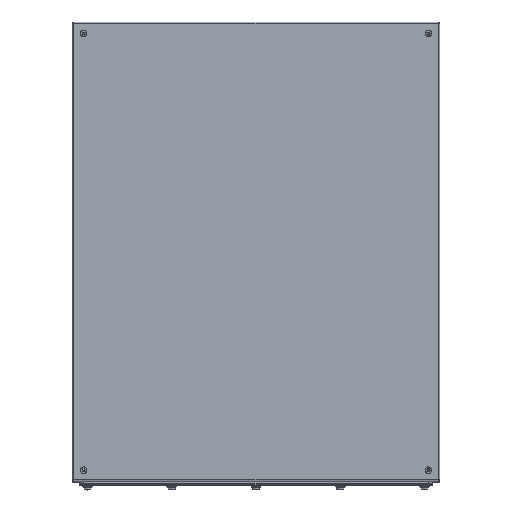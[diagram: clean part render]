
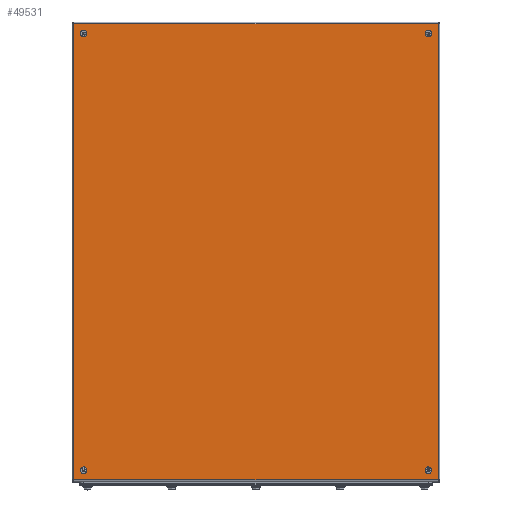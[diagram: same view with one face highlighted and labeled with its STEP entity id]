
A CAD part, top view. The second image highlights one B-rep face of the part: STEP entity #49531.
In plain terms, the highlighted planar face has unit normal (0, 0, 1).
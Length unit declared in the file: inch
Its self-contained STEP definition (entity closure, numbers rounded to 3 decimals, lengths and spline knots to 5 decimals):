
#2621 = ORIENTED_EDGE ( 'NONE', *, *, #39377, .F. ) ;
#4698 = DIRECTION ( 'NONE',  ( -1., 0., 0. ) ) ;
#6372 = DIRECTION ( 'NONE',  ( -1., 0., 0. ) ) ;
#10395 = CIRCLE ( 'NONE', #130796, 0.21875 ) ;
#10717 = VERTEX_POINT ( 'NONE', #121262 ) ;
#11881 = CARTESIAN_POINT ( 'NONE',  ( -3.375, 29.125, 6.9175 ) ) ;
#12734 = EDGE_LOOP ( 'NONE', ( #15829, #68053, #2621, #83684 ) ) ;
#13976 = FACE_BOUND ( 'NONE', #99672, .T. ) ;
#15282 = EDGE_CURVE ( 'NONE', #67582, #67582, #19159, .T. ) ;
#15342 = FACE_BOUND ( 'NONE', #113719, .T. ) ;
#15829 = ORIENTED_EDGE ( 'NONE', *, *, #43683, .F. ) ;
#17248 = ORIENTED_EDGE ( 'NONE', *, *, #73619, .T. ) ;
#19159 = CIRCLE ( 'NONE', #130887, 0.21875 ) ;
#19365 = DIRECTION ( 'NONE',  ( 0., 0., -1. ) ) ;
#19995 = EDGE_LOOP ( 'NONE', ( #101883 ) ) ;
#22126 = VERTEX_POINT ( 'NONE', #105865 ) ;
#23456 = EDGE_CURVE ( 'NONE', #23974, #23974, #67049, .T. ) ;
#23974 = VERTEX_POINT ( 'NONE', #50871 ) ;
#28201 = CARTESIAN_POINT ( 'NONE',  ( 19.75413, 14.875, 6.9175 ) ) ;
#28742 = DIRECTION ( 'NONE',  ( 1., 0., 0. ) ) ;
#29016 = CARTESIAN_POINT ( 'NONE',  ( 7.875, 14.875, 6.9175 ) ) ;
#30559 = DIRECTION ( 'NONE',  ( -1., 0., 0. ) ) ;
#31477 = VERTEX_POINT ( 'NONE', #34927 ) ;
#34921 = VECTOR ( 'NONE', #88582, 39.37008 ) ;
#34927 = CARTESIAN_POINT ( 'NONE',  ( 19.75412, 29.75413, 6.9175 ) ) ;
#35649 = EDGE_CURVE ( 'NONE', #107965, #31477, #111810, .T. ) ;
#36101 = EDGE_CURVE ( 'NONE', #88467, #10717, #56839, .T. ) ;
#36109 = DIRECTION ( 'NONE',  ( 0., 0., -1. ) ) ;
#37429 = CARTESIAN_POINT ( 'NONE',  ( -3.375, 0.625, 6.9175 ) ) ;
#39377 = EDGE_CURVE ( 'NONE', #10717, #107965, #132951, .T. ) ;
#41429 = EDGE_LOOP ( 'NONE', ( #114882 ) ) ;
#43683 = EDGE_CURVE ( 'NONE', #31477, #88467, #68107, .T. ) ;
#49460 = ORIENTED_EDGE ( 'NONE', *, *, #56890, .T. ) ;
#49531 = ADVANCED_FACE ( 'NONE', ( #109405, #15342, #13976, #57174, #99076 ), #122956, .F. ) ;
#50871 = CARTESIAN_POINT ( 'NONE',  ( -3.59375, 29.125, 6.9175 ) ) ;
#51714 = CARTESIAN_POINT ( 'NONE',  ( -3.59375, 0.625, 6.9175 ) ) ;
#54047 = CARTESIAN_POINT ( 'NONE',  ( -4.00413, 29.75412, 6.9175 ) ) ;
#56839 = LINE ( 'NONE', #67925, #121607 ) ;
#56890 = EDGE_CURVE ( 'NONE', #126497, #126497, #10395, .T. ) ;
#57174 = FACE_BOUND ( 'NONE', #41429, .T. ) ;
#58669 = AXIS2_PLACEMENT_3D ( 'NONE', #135460, #134760, #30559 ) ;
#67049 = CIRCLE ( 'NONE', #128270, 0.21875 ) ;
#67582 = VERTEX_POINT ( 'NONE', #97701 ) ;
#67925 = CARTESIAN_POINT ( 'NONE',  ( 7.875, -0.00412, 6.9175 ) ) ;
#68053 = ORIENTED_EDGE ( 'NONE', *, *, #35649, .F. ) ;
#68107 = LINE ( 'NONE', #28201, #93740 ) ;
#70110 = DIRECTION ( 'NONE',  ( 0., -1., 0. ) ) ;
#73619 = EDGE_CURVE ( 'NONE', #22126, #22126, #117889, .T. ) ;
#79404 = DIRECTION ( 'NONE',  ( -1., 0., 0. ) ) ;
#81581 = DIRECTION ( 'NONE',  ( 0., 0., -1. ) ) ;
#83684 = ORIENTED_EDGE ( 'NONE', *, *, #36101, .F. ) ;
#84037 = DIRECTION ( 'NONE',  ( -1., 0., 0. ) ) ;
#88467 = VERTEX_POINT ( 'NONE', #126603 ) ;
#88582 = DIRECTION ( 'NONE',  ( 0., 1., 0. ) ) ;
#90483 = CARTESIAN_POINT ( 'NONE',  ( 19.125, 0.625, 6.9175 ) ) ;
#91820 = AXIS2_PLACEMENT_3D ( 'NONE', #29016, #19365, #6372 ) ;
#93740 = VECTOR ( 'NONE', #70110, 39.37008 ) ;
#97701 = CARTESIAN_POINT ( 'NONE',  ( 18.90625, 0.625, 6.9175 ) ) ;
#99076 = FACE_OUTER_BOUND ( 'NONE', #12734, .T. ) ;
#99672 = EDGE_LOOP ( 'NONE', ( #49460 ) ) ;
#101883 = ORIENTED_EDGE ( 'NONE', *, *, #23456, .T. ) ;
#105220 = DIRECTION ( 'NONE',  ( 0., 0., -1. ) ) ;
#105865 = CARTESIAN_POINT ( 'NONE',  ( 18.90625, 29.125, 6.9175 ) ) ;
#107965 = VERTEX_POINT ( 'NONE', #54047 ) ;
#109405 = FACE_BOUND ( 'NONE', #19995, .T. ) ;
#111032 = DIRECTION ( 'NONE',  ( -1., 0., 0. ) ) ;
#111807 = CARTESIAN_POINT ( 'NONE',  ( -4.00412, 14.875, 6.9175 ) ) ;
#111810 = LINE ( 'NONE', #122703, #134656 ) ;
#113719 = EDGE_LOOP ( 'NONE', ( #17248 ) ) ;
#114882 = ORIENTED_EDGE ( 'NONE', *, *, #15282, .T. ) ;
#117889 = CIRCLE ( 'NONE', #58669, 0.21875 ) ;
#121262 = CARTESIAN_POINT ( 'NONE',  ( -4.00412, -0.00413, 6.9175 ) ) ;
#121607 = VECTOR ( 'NONE', #4698, 39.37008 ) ;
#122703 = CARTESIAN_POINT ( 'NONE',  ( 7.875, 29.75413, 6.9175 ) ) ;
#122956 = PLANE ( 'NONE',  #91820 ) ;
#126497 = VERTEX_POINT ( 'NONE', #51714 ) ;
#126603 = CARTESIAN_POINT ( 'NONE',  ( 19.75413, -0.00412, 6.9175 ) ) ;
#128270 = AXIS2_PLACEMENT_3D ( 'NONE', #11881, #105220, #84037 ) ;
#130796 = AXIS2_PLACEMENT_3D ( 'NONE', #37429, #36109, #79404 ) ;
#130887 = AXIS2_PLACEMENT_3D ( 'NONE', #90483, #81581, #111032 ) ;
#132951 = LINE ( 'NONE', #111807, #34921 ) ;
#134656 = VECTOR ( 'NONE', #28742, 39.37008 ) ;
#134760 = DIRECTION ( 'NONE',  ( 0., 0., -1. ) ) ;
#135460 = CARTESIAN_POINT ( 'NONE',  ( 19.125, 29.125, 6.9175 ) ) ;
